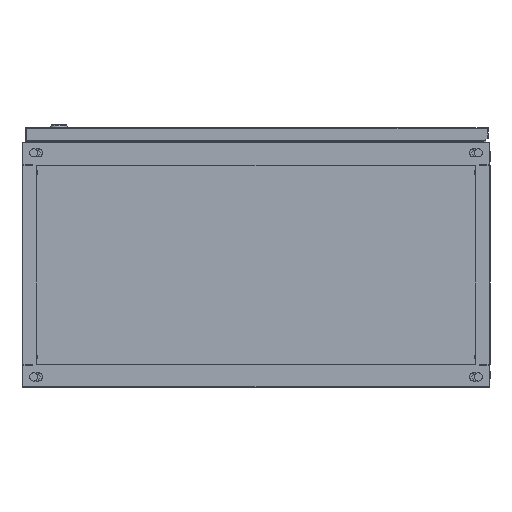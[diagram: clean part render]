
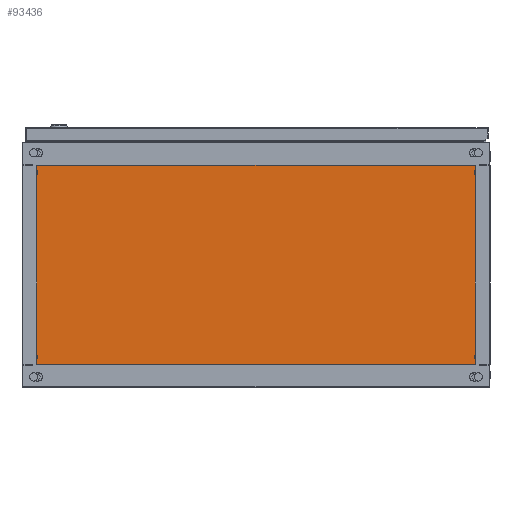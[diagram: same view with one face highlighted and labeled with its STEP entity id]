
A CAD part, front view. The second image highlights one B-rep face of the part: STEP entity #93436.
In plain terms, the highlighted planar face has unit normal (0, -1, 0).
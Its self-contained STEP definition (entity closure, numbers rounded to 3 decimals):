
#794 = CARTESIAN_POINT ( 'NONE',  ( 0., 1999., 0. ) ) ;
#4452 = VECTOR ( 'NONE', #84131, 1000. ) ;
#8478 = VERTEX_POINT ( 'NONE', #76569 ) ;
#10630 = VERTEX_POINT ( 'NONE', #58875 ) ;
#11405 = LINE ( 'NONE', #93393, #101893 ) ;
#13015 = ORIENTED_EDGE ( 'NONE', *, *, #22748, .F. ) ;
#17445 = DIRECTION ( 'NONE',  ( -1., 0., 0. ) ) ;
#18032 = PLANE ( 'NONE',  #84143 ) ;
#18756 = DIRECTION ( 'NONE',  ( 0., 0., 1. ) ) ;
#22569 = VERTEX_POINT ( 'NONE', #103198 ) ;
#22748 = EDGE_CURVE ( 'NONE', #8478, #10630, #72663, .T. ) ;
#24440 = VECTOR ( 'NONE', #42066, 1000. ) ;
#25738 = DIRECTION ( 'NONE',  ( 0., 0., 1. ) ) ;
#37707 = ORIENTED_EDGE ( 'NONE', *, *, #93898, .F. ) ;
#40434 = ORIENTED_EDGE ( 'NONE', *, *, #88220, .F. ) ;
#42066 = DIRECTION ( 'NONE',  ( 0., 0., -1. ) ) ;
#43407 = DIRECTION ( 'NONE',  ( 0., 1., 0. ) ) ;
#48145 = LINE ( 'NONE', #57848, #24440 ) ;
#54784 = FACE_OUTER_BOUND ( 'NONE', #77564, .T. ) ;
#56415 = ORIENTED_EDGE ( 'NONE', *, *, #65003, .F. ) ;
#57848 = CARTESIAN_POINT ( 'NONE',  ( 375., 1999., -170. ) ) ;
#58793 = CARTESIAN_POINT ( 'NONE',  ( -375., 1999., 170. ) ) ;
#58875 = CARTESIAN_POINT ( 'NONE',  ( 375., 1999., 170. ) ) ;
#65003 = EDGE_CURVE ( 'NONE', #22569, #8478, #100899, .T. ) ;
#72663 = LINE ( 'NONE', #58793, #4452 ) ;
#76569 = CARTESIAN_POINT ( 'NONE',  ( -375., 1999., 170. ) ) ;
#77564 = EDGE_LOOP ( 'NONE', ( #56415, #37707, #40434, #13015 ) ) ;
#84131 = DIRECTION ( 'NONE',  ( 1., 0., 0. ) ) ;
#84143 = AXIS2_PLACEMENT_3D ( 'NONE', #794, #43407, #25738 ) ;
#87753 = CARTESIAN_POINT ( 'NONE',  ( 375., 1999., -170. ) ) ;
#88220 = EDGE_CURVE ( 'NONE', #10630, #95927, #48145, .T. ) ;
#90395 = VECTOR ( 'NONE', #18756, 1000. ) ;
#93393 = CARTESIAN_POINT ( 'NONE',  ( -375., 1999., -170. ) ) ;
#93436 = ADVANCED_FACE ( 'NONE', ( #54784 ), #18032, .F. ) ;
#93898 = EDGE_CURVE ( 'NONE', #95927, #22569, #11405, .T. ) ;
#95927 = VERTEX_POINT ( 'NONE', #87753 ) ;
#100899 = LINE ( 'NONE', #101991, #90395 ) ;
#101893 = VECTOR ( 'NONE', #17445, 1000. ) ;
#101991 = CARTESIAN_POINT ( 'NONE',  ( -375., 1999., -170. ) ) ;
#103198 = CARTESIAN_POINT ( 'NONE',  ( -375., 1999., -170. ) ) ;
